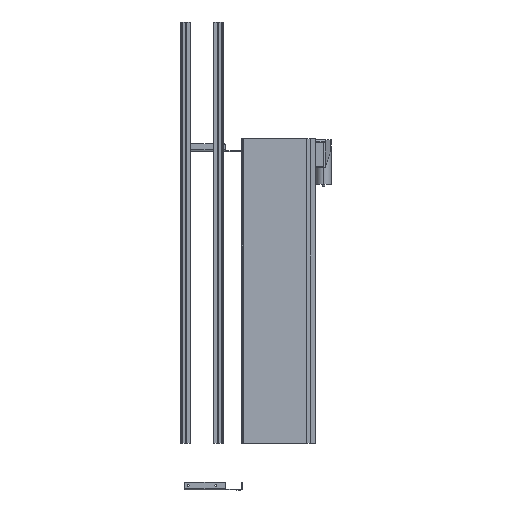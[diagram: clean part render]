
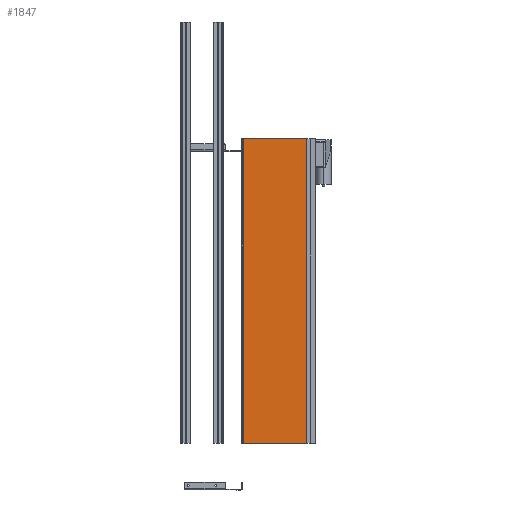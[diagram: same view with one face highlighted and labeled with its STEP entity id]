
A CAD part, top view. The second image highlights one B-rep face of the part: STEP entity #1847.
In plain terms, the highlighted planar face has unit normal (0, 0, 1).
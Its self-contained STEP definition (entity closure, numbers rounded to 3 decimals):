
#1814 = VERTEX_POINT ( 'NONE', #5939 ) ;
#1818 = VERTEX_POINT ( 'NONE', #5934 ) ;
#1820 = EDGE_CURVE ( 'NONE', #1814, #1818, #5933, .T. ) ;
#1839 = VERTEX_POINT ( 'NONE', #5880 ) ;
#1841 = EDGE_CURVE ( 'NONE', #1842, #1839, #5879, .T. ) ;
#1842 = VERTEX_POINT ( 'NONE', #5875 ) ;
#1847 = ADVANCED_FACE ( 'NONE', ( #5870 ), #5869, .T. ) ;
#1848 = EDGE_LOOP ( 'NONE', ( #1849, #1851, #1852, #1853 ) ) ;
#1849 = ORIENTED_EDGE ( 'NONE', *, *, #1850, .F. ) ;
#1850 = EDGE_CURVE ( 'NONE', #1814, #1839, #5864, .T. ) ;
#1851 = ORIENTED_EDGE ( 'NONE', *, *, #1820, .T. ) ;
#1852 = ORIENTED_EDGE ( 'NONE', *, *, #1882, .T. ) ;
#1853 = ORIENTED_EDGE ( 'NONE', *, *, #1841, .T. ) ;
#1882 = EDGE_CURVE ( 'NONE', #1818, #1842, #5730, .T. ) ;
#5727 = DIRECTION ( 'NONE',  ( -1., 0., 0. ) ) ;
#5728 = VECTOR ( 'NONE', #5727, 1000. ) ;
#5729 = CARTESIAN_POINT ( 'NONE',  ( 853.5, 1920., 196. ) ) ;
#5730 = LINE ( 'NONE', #5729, #5728 ) ;
#5737 = DIRECTION ( 'NONE',  ( -1., 0., 0. ) ) ;
#5738 = VECTOR ( 'NONE', #5737, 1000. ) ;
#5863 = CARTESIAN_POINT ( 'NONE',  ( 853.5, 120., 196. ) ) ;
#5864 = LINE ( 'NONE', #5863, #5738 ) ;
#5865 = DIRECTION ( 'NONE',  ( 1., 0., 0. ) ) ;
#5866 = DIRECTION ( 'NONE',  ( 0., 0., 1. ) ) ;
#5867 = AXIS2_PLACEMENT_3D ( 'NONE', #5868, #5866, #5865 ) ;
#5868 = CARTESIAN_POINT ( 'NONE',  ( 853.5, 0., 196. ) ) ;
#5869 = PLANE ( 'NONE',  #5867 ) ;
#5870 = FACE_OUTER_BOUND ( 'NONE', #1848, .T. ) ;
#5875 = CARTESIAN_POINT ( 'NONE',  ( 853.5, 1920., 196. ) ) ;
#5876 = DIRECTION ( 'NONE',  ( 0., -1., 0. ) ) ;
#5877 = VECTOR ( 'NONE', #5876, 1000. ) ;
#5878 = CARTESIAN_POINT ( 'NONE',  ( 853.5, 0., 196. ) ) ;
#5879 = LINE ( 'NONE', #5878, #5877 ) ;
#5880 = CARTESIAN_POINT ( 'NONE',  ( 853.5, 120., 196. ) ) ;
#5930 = DIRECTION ( 'NONE',  ( 0., 1., 0. ) ) ;
#5931 = VECTOR ( 'NONE', #5930, 1000. ) ;
#5932 = CARTESIAN_POINT ( 'NONE',  ( 1226.5, 0., 196. ) ) ;
#5933 = LINE ( 'NONE', #5932, #5931 ) ;
#5934 = CARTESIAN_POINT ( 'NONE',  ( 1226.5, 1920., 196. ) ) ;
#5939 = CARTESIAN_POINT ( 'NONE',  ( 1226.5, 120., 196. ) ) ;
